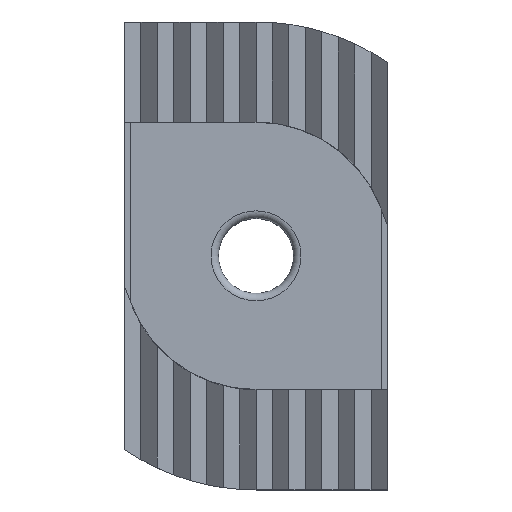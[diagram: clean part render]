
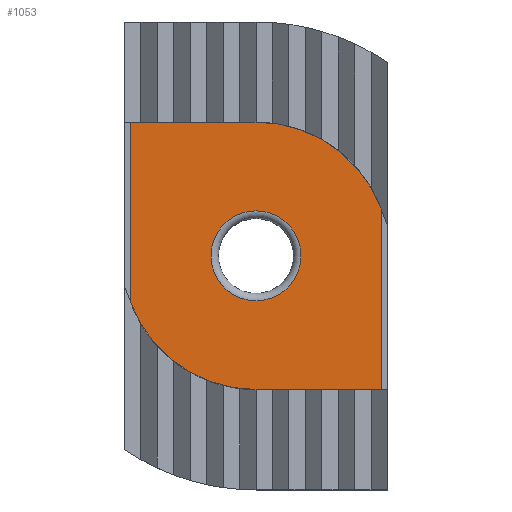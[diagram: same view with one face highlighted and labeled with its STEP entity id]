
A CAD part, top view. The second image highlights one B-rep face of the part: STEP entity #1053.
In plain terms, the highlighted planar face has unit normal (0, 0, 1).
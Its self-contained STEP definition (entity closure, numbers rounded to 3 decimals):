
#52=FACE_BOUND('',#398,.T.);
#55=PLANE('',#1131);
#107=LINE('',#1568,#219);
#108=LINE('',#1572,#220);
#109=LINE('',#1574,#221);
#110=LINE('',#1577,#222);
#219=VECTOR('',#1247,15.);
#220=VECTOR('',#1250,15.);
#221=VECTOR('',#1251,15.);
#222=VECTOR('',#1254,15.);
#337=FACE_OUTER_BOUND('',#397,.T.);
#397=EDGE_LOOP('',(#740,#741,#742,#743,#744,#745));
#398=EDGE_LOOP('',(#746));
#458=CIRCLE('',#1126,1.515);
#462=CIRCLE('',#1132,4.5);
#463=CIRCLE('',#1133,4.5);
#471=VERTEX_POINT('',#1556);
#474=VERTEX_POINT('',#1566);
#475=VERTEX_POINT('',#1567);
#476=VERTEX_POINT('',#1569);
#477=VERTEX_POINT('',#1571);
#478=VERTEX_POINT('',#1573);
#479=VERTEX_POINT('',#1575);
#573=EDGE_CURVE('',#471,#471,#458,.T.);
#578=EDGE_CURVE('',#474,#475,#107,.T.);
#579=EDGE_CURVE('',#475,#476,#462,.T.);
#580=EDGE_CURVE('',#476,#477,#108,.T.);
#581=EDGE_CURVE('',#477,#478,#109,.T.);
#582=EDGE_CURVE('',#478,#479,#463,.T.);
#583=EDGE_CURVE('',#479,#474,#110,.T.);
#740=ORIENTED_EDGE('',*,*,#578,.T.);
#741=ORIENTED_EDGE('',*,*,#579,.T.);
#742=ORIENTED_EDGE('',*,*,#580,.T.);
#743=ORIENTED_EDGE('',*,*,#581,.T.);
#744=ORIENTED_EDGE('',*,*,#582,.T.);
#745=ORIENTED_EDGE('',*,*,#583,.T.);
#746=ORIENTED_EDGE('',*,*,#573,.F.);
#1053=ADVANCED_FACE('',(#337,#52),#55,.T.);
#1126=AXIS2_PLACEMENT_3D('',#1557,#1234,#1235);
#1131=AXIS2_PLACEMENT_3D('',#1565,#1245,#1246);
#1132=AXIS2_PLACEMENT_3D('',#1570,#1248,#1249);
#1133=AXIS2_PLACEMENT_3D('',#1576,#1252,#1253);
#1234=DIRECTION('center_axis',(0.,0.,1.));
#1235=DIRECTION('ref_axis',(-1.,0.,0.));
#1245=DIRECTION('center_axis',(0.,0.,1.));
#1246=DIRECTION('ref_axis',(1.,0.,0.));
#1247=DIRECTION('',(0.,1.,0.));
#1248=DIRECTION('center_axis',(0.,0.,1.));
#1249=DIRECTION('ref_axis',(-1.,0.,0.));
#1250=DIRECTION('',(-1.,0.,0.));
#1251=DIRECTION('',(0.,-1.,0.));
#1252=DIRECTION('center_axis',(0.,0.,1.));
#1253=DIRECTION('ref_axis',(-1.,0.,0.));
#1254=DIRECTION('',(1.,0.,0.));
#1556=CARTESIAN_POINT('',(0.11,-0.525,4.4));
#1557=CARTESIAN_POINT('Origin',(-1.405,-0.525,4.4));
#1565=CARTESIAN_POINT('Origin',(-1.405,-0.525,4.4));
#1566=CARTESIAN_POINT('',(2.81,-5.025,4.4));
#1567=CARTESIAN_POINT('',(2.81,1.051,4.4));
#1568=CARTESIAN_POINT('',(2.81,-2.775,4.4));
#1569=CARTESIAN_POINT('',(-1.405,3.975,4.4));
#1570=CARTESIAN_POINT('Origin',(-1.405,-0.525,4.4));
#1571=CARTESIAN_POINT('',(-5.62,3.975,4.4));
#1572=CARTESIAN_POINT('',(-1.405,3.975,4.4));
#1573=CARTESIAN_POINT('',(-5.62,-2.101,4.4));
#1574=CARTESIAN_POINT('',(-5.62,1.725,4.4));
#1575=CARTESIAN_POINT('',(-1.405,-5.025,4.4));
#1576=CARTESIAN_POINT('Origin',(-1.405,-0.525,4.4));
#1577=CARTESIAN_POINT('',(-1.405,-5.025,4.4));
